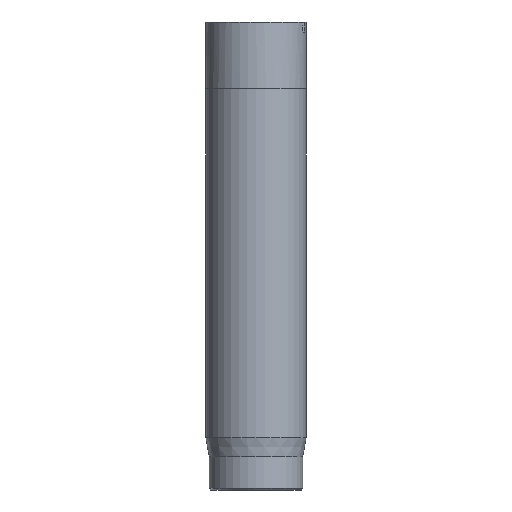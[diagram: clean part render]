
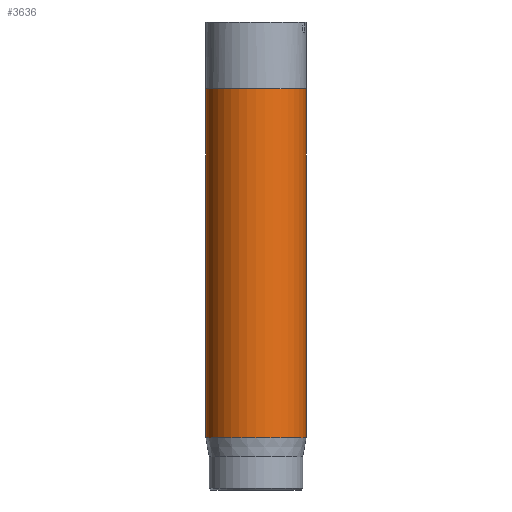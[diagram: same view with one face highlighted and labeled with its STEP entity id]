
A CAD part, front view. The second image highlights one B-rep face of the part: STEP entity #3636.
In plain terms, the highlighted cylindrical face has radius 1.5 mm (diameter 3 mm), a full revolution.
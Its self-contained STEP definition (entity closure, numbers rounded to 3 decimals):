
#497=CYLINDRICAL_SURFACE('',#3919,1.5);
#510=FACE_OUTER_BOUND('',#722,.T.);
#722=EDGE_LOOP('',(#2530,#2531,#2532,#2533,#2534));
#946=LINE('',#4598,#1234);
#1234=VECTOR('',#4079,1.5);
#1519=CIRCLE('',#3901,1.5);
#1528=CIRCLE('',#3917,1.5);
#1529=CIRCLE('',#3918,1.5);
#1546=VERTEX_POINT('',#4562);
#1555=VERTEX_POINT('',#4592);
#1556=VERTEX_POINT('',#4593);
#1925=EDGE_CURVE('',#1546,#1546,#1519,.T.);
#1939=EDGE_CURVE('',#1555,#1556,#1528,.T.);
#1940=EDGE_CURVE('',#1556,#1555,#1529,.T.);
#1942=EDGE_CURVE('',#1546,#1555,#946,.T.);
#2530=ORIENTED_EDGE('',*,*,#1925,.T.);
#2531=ORIENTED_EDGE('',*,*,#1942,.T.);
#2532=ORIENTED_EDGE('',*,*,#1939,.T.);
#2533=ORIENTED_EDGE('',*,*,#1940,.T.);
#2534=ORIENTED_EDGE('',*,*,#1942,.F.);
#3636=ADVANCED_FACE('',(#510),#497,.T.);
#3901=AXIS2_PLACEMENT_3D('',#4563,#4035,#4036);
#3917=AXIS2_PLACEMENT_3D('',#4594,#4072,#4073);
#3918=AXIS2_PLACEMENT_3D('',#4595,#4074,#4075);
#3919=AXIS2_PLACEMENT_3D('',#4597,#4077,#4078);
#4035=DIRECTION('center_axis',(0.,0.,-1.));
#4036=DIRECTION('ref_axis',(-1.,0.,0.));
#4072=DIRECTION('center_axis',(0.,0.,1.));
#4073=DIRECTION('ref_axis',(-1.,0.,0.));
#4074=DIRECTION('center_axis',(0.,0.,1.));
#4075=DIRECTION('ref_axis',(-1.,0.,0.));
#4077=DIRECTION('center_axis',(0.,0.,1.));
#4078=DIRECTION('ref_axis',(-1.,0.,0.));
#4079=DIRECTION('',(0.,0.,-1.));
#4562=CARTESIAN_POINT('',(1.5,0.,12.));
#4563=CARTESIAN_POINT('Origin',(0.,0.,12.));
#4592=CARTESIAN_POINT('',(1.5,0.,1.567));
#4593=CARTESIAN_POINT('',(-1.5,0.,1.567));
#4594=CARTESIAN_POINT('Origin',(0.,0.,1.567));
#4595=CARTESIAN_POINT('Origin',(0.,0.,1.567));
#4597=CARTESIAN_POINT('Origin',(0.,0.,0.));
#4598=CARTESIAN_POINT('',(1.5,0.,0.));
